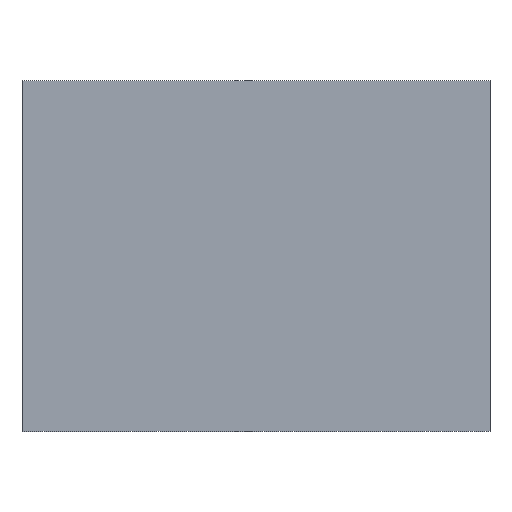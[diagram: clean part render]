
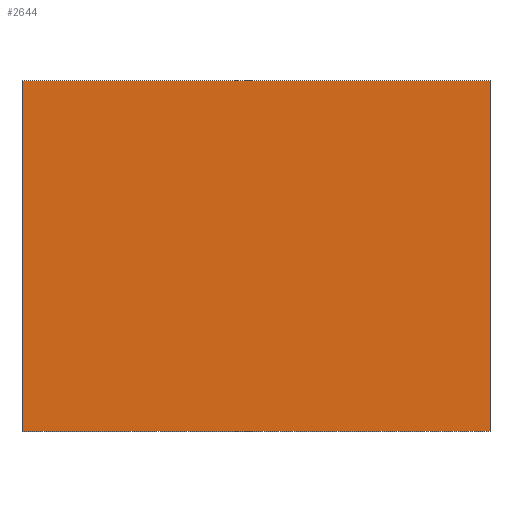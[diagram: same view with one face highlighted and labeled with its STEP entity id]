
A CAD part, front view. The second image highlights one B-rep face of the part: STEP entity #2644.
In plain terms, the highlighted planar face has unit normal (0, -1, 0).
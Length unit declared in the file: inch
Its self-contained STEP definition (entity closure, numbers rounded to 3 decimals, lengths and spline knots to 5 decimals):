
#180=FACE_OUTER_BOUND('',#328,.T.);
#328=EDGE_LOOP('',(#2375,#2376,#2377,#2378));
#671=LINE('',#4183,#1025);
#675=LINE('',#4191,#1029);
#678=LINE('',#4197,#1032);
#681=LINE('',#4202,#1035);
#1025=VECTOR('',#3437,0.3937);
#1029=VECTOR('',#3443,0.3937);
#1032=VECTOR('',#3448,0.3937);
#1035=VECTOR('',#3453,0.3937);
#1273=VERTEX_POINT('',#4181);
#1274=VERTEX_POINT('',#4182);
#1277=VERTEX_POINT('',#4190);
#1279=VERTEX_POINT('',#4196);
#1635=EDGE_CURVE('',#1273,#1274,#671,.T.);
#1639=EDGE_CURVE('',#1277,#1273,#675,.T.);
#1642=EDGE_CURVE('',#1279,#1277,#678,.T.);
#1645=EDGE_CURVE('',#1274,#1279,#681,.T.);
#2375=ORIENTED_EDGE('',*,*,#1645,.F.);
#2376=ORIENTED_EDGE('',*,*,#1635,.F.);
#2377=ORIENTED_EDGE('',*,*,#1639,.F.);
#2378=ORIENTED_EDGE('',*,*,#1642,.F.);
#2508=PLANE('',#2806);
#2644=ADVANCED_FACE('',(#180),#2508,.F.);
#2806=AXIS2_PLACEMENT_3D('',#4205,#3457,#3458);
#3437=DIRECTION('',(-1.,0.,0.));
#3443=DIRECTION('',(0.,0.,-1.));
#3448=DIRECTION('',(1.,0.,0.));
#3453=DIRECTION('',(0.,0.,1.));
#3457=DIRECTION('center_axis',(0.,1.,0.));
#3458=DIRECTION('ref_axis',(1.,0.,0.));
#4181=CARTESIAN_POINT('',(4.,0.,-3.));
#4182=CARTESIAN_POINT('',(0.,0.,-3.));
#4183=CARTESIAN_POINT('',(4.,0.,-3.));
#4190=CARTESIAN_POINT('',(4.,0.,0.));
#4191=CARTESIAN_POINT('',(4.,0.,0.));
#4196=CARTESIAN_POINT('',(0.,0.,0.));
#4197=CARTESIAN_POINT('',(0.,0.,0.));
#4202=CARTESIAN_POINT('',(0.,0.,-3.));
#4205=CARTESIAN_POINT('Origin',(2.,0.,-1.5));
